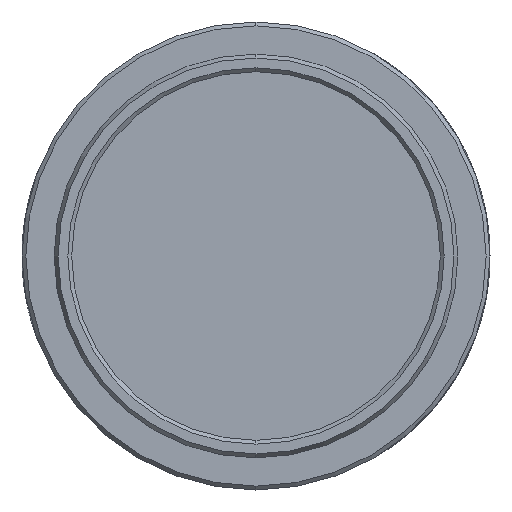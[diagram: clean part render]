
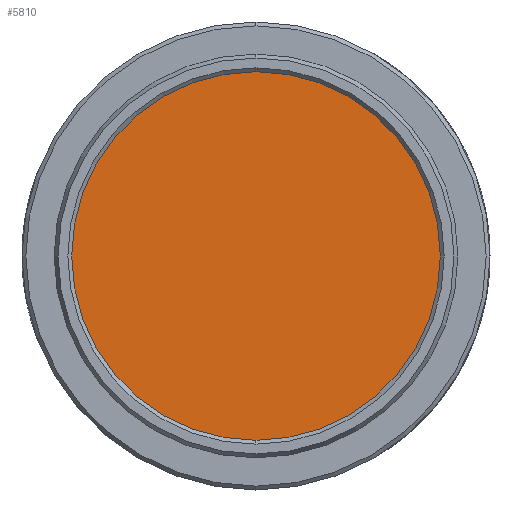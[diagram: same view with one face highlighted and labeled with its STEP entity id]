
A CAD part, left-side view. The second image highlights one B-rep face of the part: STEP entity #5810.
In plain terms, the highlighted planar face has unit normal (-1, 0, 0).
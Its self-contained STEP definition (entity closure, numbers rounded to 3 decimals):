
#399 = VERTEX_POINT ( 'NONE', #2545 ) ;
#714 = DIRECTION ( 'NONE',  ( 1., 0., 0. ) ) ;
#1789 = PLANE ( 'NONE',  #3689 ) ;
#2336 = EDGE_LOOP ( 'NONE', ( #13037, #11066 ) ) ;
#2545 = CARTESIAN_POINT ( 'NONE',  ( -1.905, 0., 12.7 ) ) ;
#2780 = CARTESIAN_POINT ( 'NONE',  ( -1.905, 0., 0. ) ) ;
#3244 = AXIS2_PLACEMENT_3D ( 'NONE', #7428, #714, #8543 ) ;
#3689 = AXIS2_PLACEMENT_3D ( 'NONE', #9596, #10717, #4023 ) ;
#3879 = FACE_OUTER_BOUND ( 'NONE', #2336, .T. ) ;
#3900 = DIRECTION ( 'NONE',  ( 0., 0., -1. ) ) ;
#4023 = DIRECTION ( 'NONE',  ( 0., 0., -1. ) ) ;
#5810 = ADVANCED_FACE ( 'NONE', ( #3879 ), #1789, .F. ) ;
#6094 = EDGE_CURVE ( 'NONE', #399, #8943, #13665, .T. ) ;
#7428 = CARTESIAN_POINT ( 'NONE',  ( -1.905, 0., 0. ) ) ;
#8543 = DIRECTION ( 'NONE',  ( 0., 0., -1. ) ) ;
#8943 = VERTEX_POINT ( 'NONE', #11771 ) ;
#9596 = CARTESIAN_POINT ( 'NONE',  ( -1.905, 0., 0. ) ) ;
#9696 = AXIS2_PLACEMENT_3D ( 'NONE', #2780, #10598, #3900 ) ;
#10100 = CIRCLE ( 'NONE', #3244, 12.7 ) ;
#10254 = EDGE_CURVE ( 'NONE', #8943, #399, #10100, .T. ) ;
#10598 = DIRECTION ( 'NONE',  ( 1., 0., 0. ) ) ;
#10717 = DIRECTION ( 'NONE',  ( 1., 0., 0. ) ) ;
#11066 = ORIENTED_EDGE ( 'NONE', *, *, #6094, .F. ) ;
#11771 = CARTESIAN_POINT ( 'NONE',  ( -1.905, 0., -12.7 ) ) ;
#13037 = ORIENTED_EDGE ( 'NONE', *, *, #10254, .F. ) ;
#13665 = CIRCLE ( 'NONE', #9696, 12.7 ) ;
